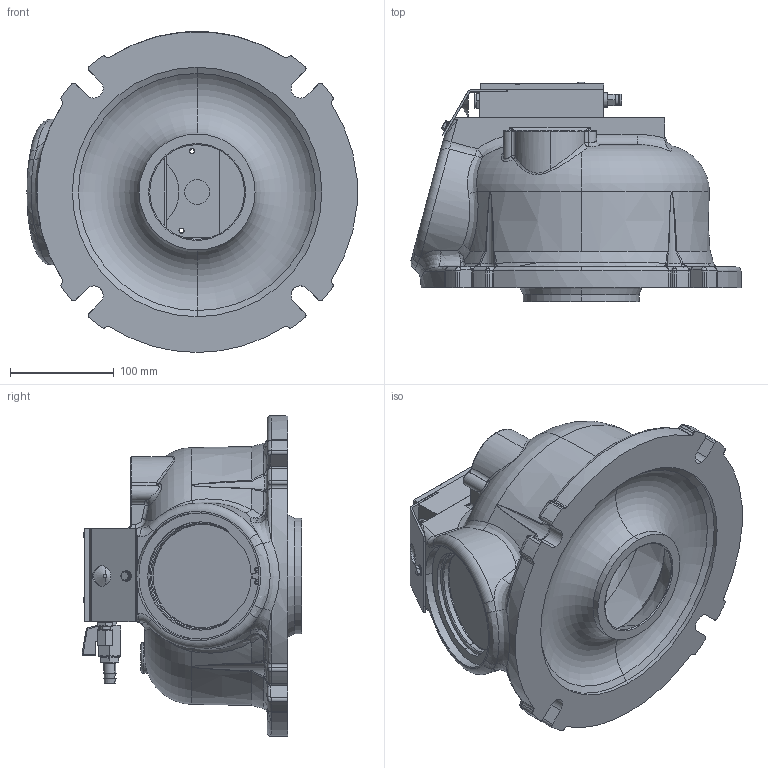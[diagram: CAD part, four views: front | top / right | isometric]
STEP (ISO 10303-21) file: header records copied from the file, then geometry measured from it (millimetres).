
FILE_DESCRIPTION (( 'STEP AP214' ), '1' );
FILE_NAME ('HP_21000 B.STEP', '2013-08-05T13:01:09', ( 'Admin2' ), ( '' ), 'SwSTEP 2.0', 'SolidWorks 2010', '' );
FILE_SCHEMA (( 'AUTOMOTIVE_DESIGN' ));
Length unit declared in the file: millimetre
Products named in the file (1): HP_21000 B
Bounding box: 318.77 x 212.14 x 310 mm (x, y, z)
Surface area: 441646.6 mm2 (no closed solid volume)
Topology: 0 solids, 36 shells, 617 faces, 1862 edges, 1226 vertices
Faces by surface type: plane 185, cylinder 170, bspline 115, torus 77, cone 64, sphere 6
Entity records: 36831 total; most frequent: CARTESIAN_POINT 14574, ORIENTED_EDGE 3087, DIRECTION 3058, EDGE_CURVE 1837, VERTEX_POINT 1226, AXIS2_PLACEMENT_3D 1207, CIRCLE 704, EDGE_LOOP 700
